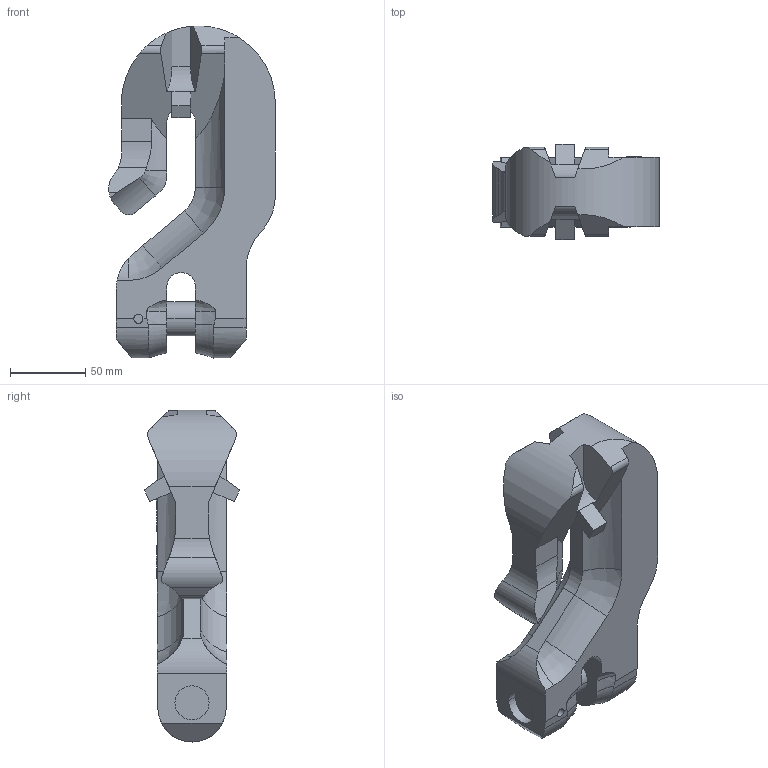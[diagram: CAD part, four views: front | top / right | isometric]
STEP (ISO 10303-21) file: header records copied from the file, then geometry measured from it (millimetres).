
FILE_DESCRIPTION((''),'2;1');
FILE_NAME('001-M33782-P-10','2014-08-12T',('Andreas.Wendler'),(''),'PRO/ENGINEER BY PARAMETRIC TECHNOLOGY CORPORATION, 2010140','PRO/ENGINEER BY PARAMETRIC TECHNOLOGY CORPORATION, 2010140','');
FILE_SCHEMA(('CONFIG_CONTROL_DESIGN'));
Length unit declared in the file: millimetre
Products named in the file (1): 001-M33782-P-10
Bounding box: 110.4 x 63.04 x 219.93 mm (x, y, z)
Volume: 628668.4 mm3; surface area: 70041.5 mm2
Topology: 1 solids, 1 shells, 298 faces, 836 edges, 554 vertices
Faces by surface type: plane 240, cylinder 44, bspline 10, torus 2, extrusion 2
Entity records: 10005 total; most frequent: CARTESIAN_POINT 2403, ORIENTED_EDGE 1672, DIRECTION 1400, EDGE_CURVE 836, VECTOR 684, LINE 682, VERTEX_POINT 554, AXIS2_PLACEMENT_3D 358
